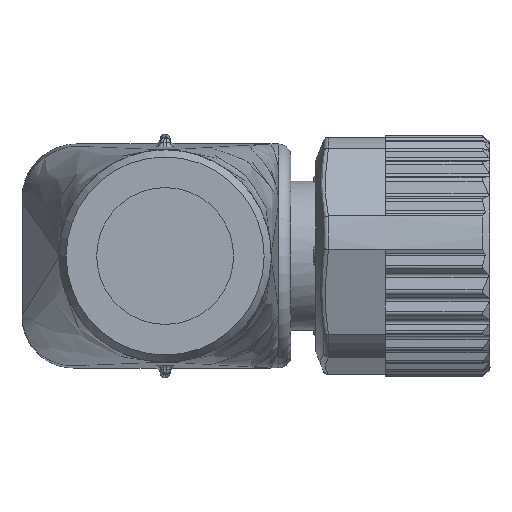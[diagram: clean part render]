
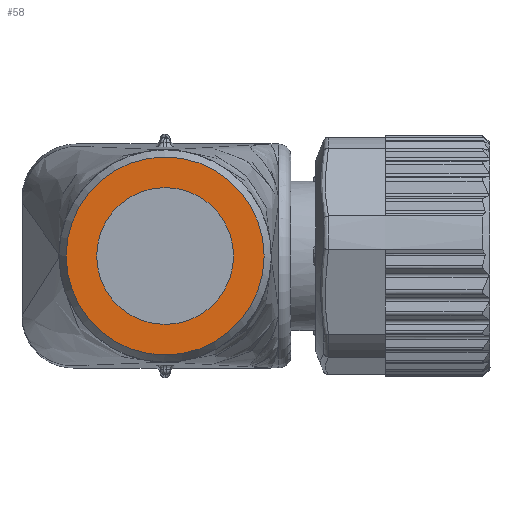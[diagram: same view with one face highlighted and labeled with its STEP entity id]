
A CAD part, front view. The second image highlights one B-rep face of the part: STEP entity #58.
In plain terms, the highlighted planar face has unit normal (0, -1, 0).
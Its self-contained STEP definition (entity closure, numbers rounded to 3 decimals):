
#58 = ADVANCED_FACE('',(#59,#117),#72,.T.);
#59 = FACE_BOUND('',#60,.T.);
#60 = EDGE_LOOP('',(#61));
#61 = ORIENTED_EDGE('',*,*,#62,.T.);
#62 = EDGE_CURVE('',#63,#63,#65,.T.);
#63 = VERTEX_POINT('',#64);
#64 = CARTESIAN_POINT('',(-2.55,-23.3,3.976));
#65 = SURFACE_CURVE('',#66,(#71,#83),.PCURVE_S1.);
#66 = CIRCLE('',#67,3.976);
#67 = AXIS2_PLACEMENT_3D('',#68,#69,#70);
#68 = CARTESIAN_POINT('',(-2.55,-23.3,0.));
#69 = DIRECTION('',(0.,-1.,0.));
#70 = DIRECTION('',(0.,0.,1.));
#71 = PCURVE('',#72,#77);
#72 = PLANE('',#73);
#73 = AXIS2_PLACEMENT_3D('',#74,#75,#76);
#74 = CARTESIAN_POINT('',(-2.55,-23.3,0.));
#75 = DIRECTION('',(0.,-1.,0.));
#76 = DIRECTION('',(1.,0.,0.));
#77 = DEFINITIONAL_REPRESENTATION('',(#78),#82);
#78 = CIRCLE('',#79,3.976);
#79 = AXIS2_PLACEMENT_2D('',#80,#81);
#80 = CARTESIAN_POINT('',(0.,0.));
#81 = DIRECTION('',(0.,1.));
#82 = ( GEOMETRIC_REPRESENTATION_CONTEXT(2) 
PARAMETRIC_REPRESENTATION_CONTEXT() REPRESENTATION_CONTEXT('2D SPACE',''
  ) );
#83 = PCURVE('',#84,#89);
#84 = CONICAL_SURFACE('',#85,3.976,0.524);
#85 = AXIS2_PLACEMENT_3D('',#86,#87,#88);
#86 = CARTESIAN_POINT('',(-2.55,-23.3,0.));
#87 = DIRECTION('',(0.,1.,0.));
#88 = DIRECTION('',(0.,0.,-1.));
#89 = DEFINITIONAL_REPRESENTATION('',(#90),#116);
#90 = B_SPLINE_CURVE_WITH_KNOTS('',3,(#91,#92,#93,#94,#95,#96,#97,#98,
    #99,#100,#101,#102,#103,#104,#105,#106,#107,#108,#109,#110,#111,#112
    ,#113,#114,#115),.UNSPECIFIED.,.F.,.F.,(4,1,1,1,1,1,1,1,1,1,1,1,1,1,
    1,1,1,1,1,1,1,1,4),(0.,0.286,0.571,
    0.857,1.142,1.428,1.714,
    1.999,2.285,2.57,2.856,
    3.142,3.427,3.713,3.998,
    4.284,4.57,4.855,5.141,
    5.426,5.712,5.998,6.283),
  .QUASI_UNIFORM_KNOTS.);
#91 = CARTESIAN_POINT('',(9.425,0.));
#92 = CARTESIAN_POINT('',(9.33,0.));
#93 = CARTESIAN_POINT('',(9.139,0.));
#94 = CARTESIAN_POINT('',(8.854,0.));
#95 = CARTESIAN_POINT('',(8.568,0.));
#96 = CARTESIAN_POINT('',(8.282,0.));
#97 = CARTESIAN_POINT('',(7.997,0.));
#98 = CARTESIAN_POINT('',(7.711,0.));
#99 = CARTESIAN_POINT('',(7.426,0.));
#100 = CARTESIAN_POINT('',(7.14,0.));
#101 = CARTESIAN_POINT('',(6.854,0.));
#102 = CARTESIAN_POINT('',(6.569,0.));
#103 = CARTESIAN_POINT('',(6.283,0.));
#104 = CARTESIAN_POINT('',(5.998,0.));
#105 = CARTESIAN_POINT('',(5.712,0.));
#106 = CARTESIAN_POINT('',(5.426,0.));
#107 = CARTESIAN_POINT('',(5.141,0.));
#108 = CARTESIAN_POINT('',(4.855,0.));
#109 = CARTESIAN_POINT('',(4.57,0.));
#110 = CARTESIAN_POINT('',(4.284,0.));
#111 = CARTESIAN_POINT('',(3.998,0.));
#112 = CARTESIAN_POINT('',(3.713,0.));
#113 = CARTESIAN_POINT('',(3.427,0.));
#114 = CARTESIAN_POINT('',(3.237,0.));
#115 = CARTESIAN_POINT('',(3.142,0.));
#116 = ( GEOMETRIC_REPRESENTATION_CONTEXT(2) 
PARAMETRIC_REPRESENTATION_CONTEXT() REPRESENTATION_CONTEXT('2D SPACE',''
  ) );
#117 = FACE_BOUND('',#118,.T.);
#118 = EDGE_LOOP('',(#119));
#119 = ORIENTED_EDGE('',*,*,#120,.T.);
#120 = EDGE_CURVE('',#121,#121,#123,.T.);
#121 = VERTEX_POINT('',#122);
#122 = CARTESIAN_POINT('',(-2.55,-23.3,-2.75));
#123 = SURFACE_CURVE('',#124,(#129,#140),.PCURVE_S1.);
#124 = CIRCLE('',#125,2.75);
#125 = AXIS2_PLACEMENT_3D('',#126,#127,#128);
#126 = CARTESIAN_POINT('',(-2.55,-23.3,0.));
#127 = DIRECTION('',(0.,1.,0.));
#128 = DIRECTION('',(0.,0.,-1.));
#129 = PCURVE('',#72,#130);
#130 = DEFINITIONAL_REPRESENTATION('',(#131),#139);
#131 = ( BOUNDED_CURVE() B_SPLINE_CURVE(2,(#132,#133,#134,#135,#136,#137
,#138),.UNSPECIFIED.,.F.,.F.) B_SPLINE_CURVE_WITH_KNOTS((1,2,2,2,2,1),(
    -2.094,0.,2.094,4.189,6.283,
8.378),.UNSPECIFIED.) CURVE() GEOMETRIC_REPRESENTATION_ITEM() 
RATIONAL_B_SPLINE_CURVE((1.,0.5,1.,0.5,1.,0.5,1.)) REPRESENTATION_ITEM(
  '') );
#132 = CARTESIAN_POINT('',(0.,-2.75));
#133 = CARTESIAN_POINT('',(-4.763,-2.75));
#134 = CARTESIAN_POINT('',(-2.382,1.375));
#135 = CARTESIAN_POINT('',(0.,5.5));
#136 = CARTESIAN_POINT('',(2.382,1.375));
#137 = CARTESIAN_POINT('',(4.763,-2.75));
#138 = CARTESIAN_POINT('',(0.,-2.75));
#139 = ( GEOMETRIC_REPRESENTATION_CONTEXT(2) 
PARAMETRIC_REPRESENTATION_CONTEXT() REPRESENTATION_CONTEXT('2D SPACE',''
  ) );
#140 = PCURVE('',#141,#146);
#141 = CYLINDRICAL_SURFACE('',#142,2.75);
#142 = AXIS2_PLACEMENT_3D('',#143,#144,#145);
#143 = CARTESIAN_POINT('',(-2.55,-27.425,0.));
#144 = DIRECTION('',(0.,1.,0.));
#145 = DIRECTION('',(-1.,0.,0.));
#146 = DEFINITIONAL_REPRESENTATION('',(#147),#173);
#147 = B_SPLINE_CURVE_WITH_KNOTS('',3,(#148,#149,#150,#151,#152,#153,
    #154,#155,#156,#157,#158,#159,#160,#161,#162,#163,#164,#165,#166,
    #167,#168,#169,#170,#171,#172),.UNSPECIFIED.,.F.,.F.,(4,1,1,1,1,1,1,
    1,1,1,1,1,1,1,1,1,1,1,1,1,1,1,4),(0.,0.286,
    0.571,0.857,1.142,1.428,
    1.714,1.999,2.285,2.57,
    2.856,3.142,3.427,3.713,
    3.998,4.284,4.57,4.855,
    5.141,5.426,5.712,5.998,
    6.283),.QUASI_UNIFORM_KNOTS.);
#148 = CARTESIAN_POINT('',(4.712,4.125));
#149 = CARTESIAN_POINT('',(4.808,4.125));
#150 = CARTESIAN_POINT('',(4.998,4.125));
#151 = CARTESIAN_POINT('',(5.284,4.125));
#152 = CARTESIAN_POINT('',(5.569,4.125));
#153 = CARTESIAN_POINT('',(5.855,4.125));
#154 = CARTESIAN_POINT('',(6.14,4.125));
#155 = CARTESIAN_POINT('',(6.426,4.125));
#156 = CARTESIAN_POINT('',(6.712,4.125));
#157 = CARTESIAN_POINT('',(6.997,4.125));
#158 = CARTESIAN_POINT('',(7.283,4.125));
#159 = CARTESIAN_POINT('',(7.568,4.125));
#160 = CARTESIAN_POINT('',(7.854,4.125));
#161 = CARTESIAN_POINT('',(8.14,4.125));
#162 = CARTESIAN_POINT('',(8.425,4.125));
#163 = CARTESIAN_POINT('',(8.711,4.125));
#164 = CARTESIAN_POINT('',(8.996,4.125));
#165 = CARTESIAN_POINT('',(9.282,4.125));
#166 = CARTESIAN_POINT('',(9.568,4.125));
#167 = CARTESIAN_POINT('',(9.853,4.125));
#168 = CARTESIAN_POINT('',(10.139,4.125));
#169 = CARTESIAN_POINT('',(10.424,4.125));
#170 = CARTESIAN_POINT('',(10.71,4.125));
#171 = CARTESIAN_POINT('',(10.9,4.125));
#172 = CARTESIAN_POINT('',(10.996,4.125));
#173 = ( GEOMETRIC_REPRESENTATION_CONTEXT(2) 
PARAMETRIC_REPRESENTATION_CONTEXT() REPRESENTATION_CONTEXT('2D SPACE',''
  ) );
